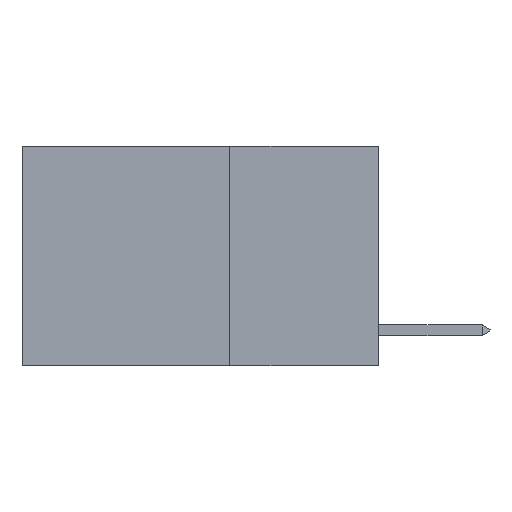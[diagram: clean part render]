
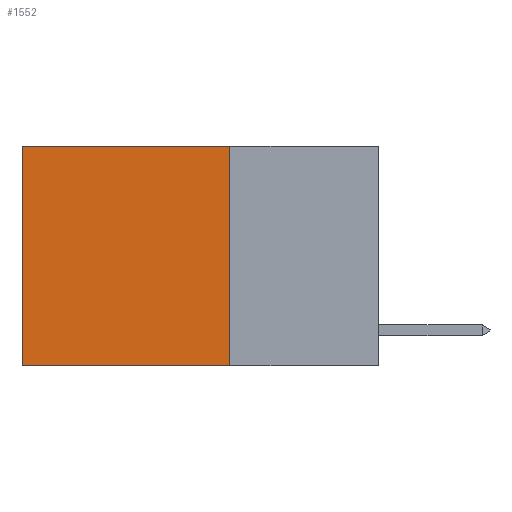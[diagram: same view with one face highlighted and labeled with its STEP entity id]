
A CAD part, left-side view. The second image highlights one B-rep face of the part: STEP entity #1552.
In plain terms, the highlighted planar face has unit normal (-1, 0, 0).
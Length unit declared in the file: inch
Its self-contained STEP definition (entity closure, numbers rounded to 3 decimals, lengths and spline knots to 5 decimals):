
#411 = VECTOR ( 'NONE', #1926, 39.37008 ) ;
#676 = LINE ( 'NONE', #7628, #411 ) ;
#1552 = ADVANCED_FACE ( 'NONE', ( #8094 ), #7438, .F. ) ;
#1690 = EDGE_LOOP ( 'NONE', ( #4475, #2051, #6293, #7162 ) ) ;
#1725 = DIRECTION ( 'NONE',  ( 0., 0., -1. ) ) ;
#1804 = CARTESIAN_POINT ( 'NONE',  ( 0.2625, 0.25, 0. ) ) ;
#1926 = DIRECTION ( 'NONE',  ( 0., 0., -1. ) ) ;
#2051 = ORIENTED_EDGE ( 'NONE', *, *, #5973, .F. ) ;
#2151 = AXIS2_PLACEMENT_3D ( 'NONE', #1804, #4324, #1725 ) ;
#2374 = CARTESIAN_POINT ( 'NONE',  ( 0.2625, 0.25, 0. ) ) ;
#2430 = VERTEX_POINT ( 'NONE', #4517 ) ;
#3030 = CARTESIAN_POINT ( 'NONE',  ( 0.2625, 0.25, -0.37 ) ) ;
#3264 = DIRECTION ( 'NONE',  ( 0., 0., -1. ) ) ;
#3859 = CARTESIAN_POINT ( 'NONE',  ( 0.2625, 0.6, 0. ) ) ;
#4324 = DIRECTION ( 'NONE',  ( 1., 0., 0. ) ) ;
#4475 = ORIENTED_EDGE ( 'NONE', *, *, #8221, .T. ) ;
#4517 = CARTESIAN_POINT ( 'NONE',  ( 0.2625, 0.6, -0.37 ) ) ;
#4596 = VERTEX_POINT ( 'NONE', #5956 ) ;
#4813 = EDGE_CURVE ( 'NONE', #4596, #4862, #5277, .T. ) ;
#4862 = VERTEX_POINT ( 'NONE', #5857 ) ;
#5054 = VECTOR ( 'NONE', #8104, 39.37008 ) ;
#5277 = LINE ( 'NONE', #6440, #6094 ) ;
#5857 = CARTESIAN_POINT ( 'NONE',  ( 0.2625, 0.25, -0.37 ) ) ;
#5956 = CARTESIAN_POINT ( 'NONE',  ( 0.2625, 0.25, 0. ) ) ;
#5973 = EDGE_CURVE ( 'NONE', #4862, #2430, #8035, .T. ) ;
#6094 = VECTOR ( 'NONE', #3264, 39.37008 ) ;
#6293 = ORIENTED_EDGE ( 'NONE', *, *, #4813, .F. ) ;
#6440 = CARTESIAN_POINT ( 'NONE',  ( 0.2625, 0.25, 0. ) ) ;
#7162 = ORIENTED_EDGE ( 'NONE', *, *, #7374, .T. ) ;
#7188 = VECTOR ( 'NONE', #8112, 39.37008 ) ;
#7203 = VERTEX_POINT ( 'NONE', #3859 ) ;
#7374 = EDGE_CURVE ( 'NONE', #4596, #7203, #7453, .T. ) ;
#7438 = PLANE ( 'NONE',  #2151 ) ;
#7453 = LINE ( 'NONE', #2374, #7188 ) ;
#7628 = CARTESIAN_POINT ( 'NONE',  ( 0.2625, 0.6, 0. ) ) ;
#8035 = LINE ( 'NONE', #3030, #5054 ) ;
#8094 = FACE_OUTER_BOUND ( 'NONE', #1690, .T. ) ;
#8104 = DIRECTION ( 'NONE',  ( 0., 1., 0. ) ) ;
#8112 = DIRECTION ( 'NONE',  ( 0., 1., 0. ) ) ;
#8221 = EDGE_CURVE ( 'NONE', #7203, #2430, #676, .T. ) ;
